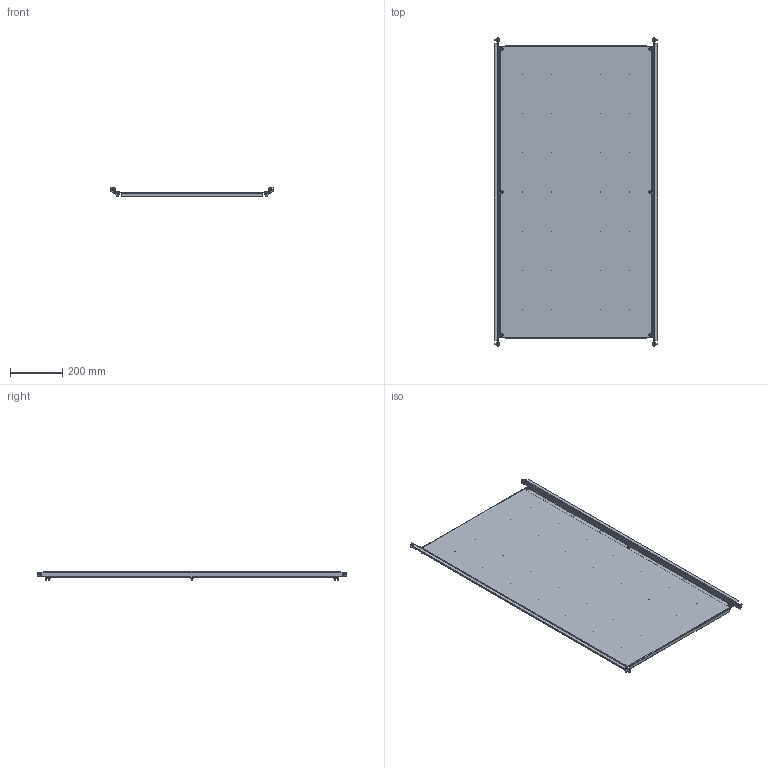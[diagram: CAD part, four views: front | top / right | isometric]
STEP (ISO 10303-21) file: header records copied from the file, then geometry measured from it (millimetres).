
FILE_DESCRIPTION (( 'STEP AP214' ), '1' );
FILE_NAME ('Ìîíòàæíàÿ ïàíåëü äëÿ 120.65.27 Ãðàíèò EKF PROxima.STEP', '2022-06-28T07:12:42', ( '' ), ( '' ), 'SwSTEP 2.0', 'SolidWorks 2021', '' );
FILE_SCHEMA (( 'AUTOMOTIVE_DESIGN' ));
Length unit declared in the file: millimetre
Products named in the file (5): Ìîíòàæíàÿ ïàíåëü äëÿ 120.65.27 Ãðàíèò EKF PROxima; Ãàéêà êóçîâíàÿ Ì6; ÌÈ-2457.06.00.002 Ïàíåëü ìîíòàæíàÿ; ﾌﾈ-2457.06.00.001 ﾍ瑜粱 1200; pan head cross recess screw_din_DIN EN ISO 7045 - M6 x 16 - Z - 16N
Assembly tree (23 placements, depth 2):
  Ìîíòàæíàÿ ïàíåëü äëÿ 120.65.27 Ãðàíèò EKF PROxima
    ÌÈ-2457.06.00.002 Ïàíåëü ìîíòàæíàÿ
    ﾌﾈ-2457.06.00.001 ﾍ瑜粱 1200  x2
    Ãàéêà êóçîâíàÿ Ì6  x10
    pan head cross recess screw_din_DIN EN ISO 7045 - M6 x 16 - Z - 16N  x10
Bounding box: 627 x 1183 x 34.5 mm (x, y, z)
Volume: 1664961.7 mm3; surface area: 1684930.9 mm2
Topology: 23 solids, 23 shells, 1014 faces, 2604 edges, 1654 vertices
Faces by surface type: plane 630, cylinder 264, cone 60, torus 40, sphere 20
Entity records: 9074 total; most frequent: CARTESIAN_POINT 1595, DIRECTION 1546, ORIENTED_EDGE 1436, EDGE_CURVE 718, AXIS2_PLACEMENT_3D 538, VECTOR 470, LINE 470, VERTEX_POINT 459
